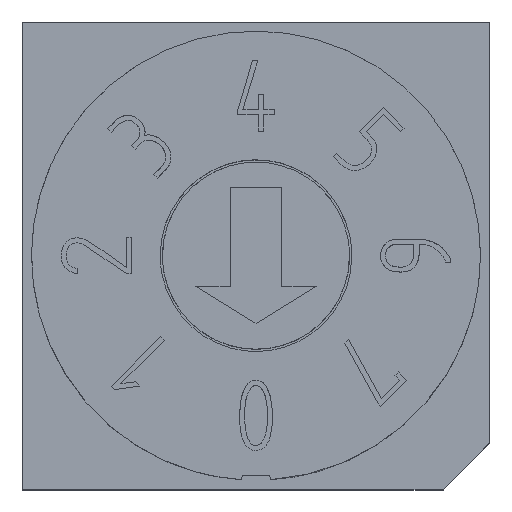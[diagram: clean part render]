
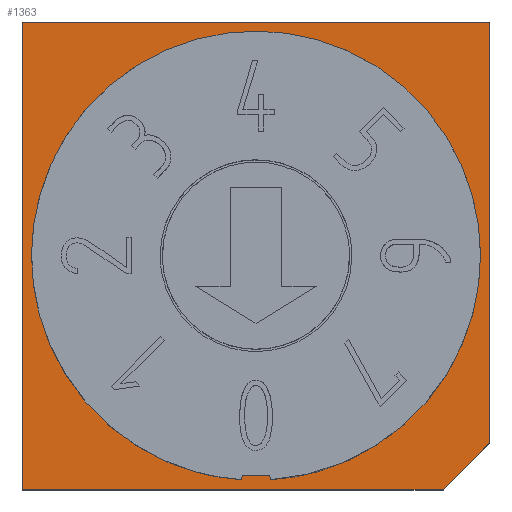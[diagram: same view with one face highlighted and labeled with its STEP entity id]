
A CAD part, top view. The second image highlights one B-rep face of the part: STEP entity #1363.
In plain terms, the highlighted planar face has unit normal (0, 0, 1).
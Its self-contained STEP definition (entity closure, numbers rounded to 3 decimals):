
#15=(
BOUNDED_CURVE()
B_SPLINE_CURVE(2,(#7168,#7169,#7170,#7171,#7172,#7173,#7174,#7175,#7176),
 .UNSPECIFIED.,.F.,.F.)
B_SPLINE_CURVE_WITH_KNOTS((3,2,2,2,3),(0.,7.388,14.776,
22.164,29.553),.UNSPECIFIED.)
CURVE()
GEOMETRIC_REPRESENTATION_ITEM()
RATIONAL_B_SPLINE_CURVE((1.,0.718,1.,0.718,1.,0.718,
1.,0.718,1.))
REPRESENTATION_ITEM('')
);
#16=(
BOUNDED_CURVE()
B_SPLINE_CURVE(2,(#7181,#7182,#7183),.UNSPECIFIED.,.F.,.F.)
B_SPLINE_CURVE_WITH_KNOTS((3,3),(-0.594,0.),.UNSPECIFIED.)
CURVE()
GEOMETRIC_REPRESENTATION_ITEM()
RATIONAL_B_SPLINE_CURVE((1.,0.998,1.))
REPRESENTATION_ITEM('')
);
#69=FACE_BOUND('',#1684,.T.);
#1363=ADVANCED_FACE('',(#1519,#69),#4595,.T.);
#1519=FACE_OUTER_BOUND('',#1683,.T.);
#1683=EDGE_LOOP('',(#2304,#2305,#2306,#2307,#2308));
#1684=EDGE_LOOP('',(#2309,#2310,#2311,#2312));
#2304=ORIENTED_EDGE('',*,*,#2996,.T.);
#2305=ORIENTED_EDGE('',*,*,#2992,.T.);
#2306=ORIENTED_EDGE('',*,*,#2993,.T.);
#2307=ORIENTED_EDGE('',*,*,#2994,.T.);
#2308=ORIENTED_EDGE('',*,*,#2991,.T.);
#2309=ORIENTED_EDGE('',*,*,#2999,.T.);
#2310=ORIENTED_EDGE('',*,*,#2995,.T.);
#2311=ORIENTED_EDGE('',*,*,#2997,.T.);
#2312=ORIENTED_EDGE('',*,*,#2998,.T.);
#2991=EDGE_CURVE('',#4279,#4280,#3666,.T.);
#2992=EDGE_CURVE('',#4281,#4282,#3667,.T.);
#2993=EDGE_CURVE('',#4282,#4283,#3668,.T.);
#2994=EDGE_CURVE('',#4283,#4279,#3669,.T.);
#2995=EDGE_CURVE('',#4284,#4285,#15,.T.);
#2996=EDGE_CURVE('',#4280,#4281,#3670,.T.);
#2997=EDGE_CURVE('',#4285,#4286,#3671,.T.);
#2998=EDGE_CURVE('',#4286,#4287,#16,.T.);
#2999=EDGE_CURVE('',#4287,#4284,#3672,.T.);
#3666=B_SPLINE_CURVE_WITH_KNOTS('',1,(#7160,#7161),.UNSPECIFIED.,.F.,.F.,
(2,2),(0.,10.),.UNSPECIFIED.);
#3667=B_SPLINE_CURVE_WITH_KNOTS('',1,(#7162,#7163),.UNSPECIFIED.,.F.,.F.,
(2,2),(-1.414,0.),.UNSPECIFIED.);
#3668=B_SPLINE_CURVE_WITH_KNOTS('',1,(#7164,#7165),.UNSPECIFIED.,.F.,.F.,
(2,2),(0.,9.),.UNSPECIFIED.);
#3669=B_SPLINE_CURVE_WITH_KNOTS('',1,(#7166,#7167),.UNSPECIFIED.,.F.,.F.,
(2,2),(0.,10.),.UNSPECIFIED.);
#3670=B_SPLINE_CURVE_WITH_KNOTS('',1,(#7177,#7178),.UNSPECIFIED.,.F.,.F.,
(2,2),(0.,9.),.UNSPECIFIED.);
#3671=B_SPLINE_CURVE_WITH_KNOTS('',1,(#7179,#7180),.UNSPECIFIED.,.F.,.F.,
(2,2),(-0.1,0.),.UNSPECIFIED.);
#3672=B_SPLINE_CURVE_WITH_KNOTS('',1,(#7184,#7185),.UNSPECIFIED.,.F.,.F.,
(2,2),(-0.1,0.),.UNSPECIFIED.);
#4279=VERTEX_POINT('',#7151);
#4280=VERTEX_POINT('',#7152);
#4281=VERTEX_POINT('',#7153);
#4282=VERTEX_POINT('',#7154);
#4283=VERTEX_POINT('',#7155);
#4284=VERTEX_POINT('',#7156);
#4285=VERTEX_POINT('',#7157);
#4286=VERTEX_POINT('',#7158);
#4287=VERTEX_POINT('',#7159);
#4595=PLANE('',#4745);
#4745=AXIS2_PLACEMENT_3D('',#7150,#4878,$);
#4878=DIRECTION('',(0.,0.,1.));
#7150=CARTESIAN_POINT('',(-6.012,-6.012,4.335));
#7151=CARTESIAN_POINT('',(-5.,5.,4.335));
#7152=CARTESIAN_POINT('',(-5.,-5.,4.335));
#7153=CARTESIAN_POINT('',(4.,-5.,4.335));
#7154=CARTESIAN_POINT('',(5.,-4.,4.335));
#7155=CARTESIAN_POINT('',(5.,5.,4.335));
#7156=CARTESIAN_POINT('',(-0.303,-4.79,4.335));
#7157=CARTESIAN_POINT('',(0.303,-4.79,4.335));
#7158=CARTESIAN_POINT('',(0.297,-4.691,4.335));
#7159=CARTESIAN_POINT('',(-0.297,-4.691,4.335));
#7160=CARTESIAN_POINT('',(-5.,5.,4.335));
#7161=CARTESIAN_POINT('',(-5.,-5.,4.335));
#7162=CARTESIAN_POINT('',(4.,-5.,4.335));
#7163=CARTESIAN_POINT('',(5.,-4.,4.335));
#7164=CARTESIAN_POINT('',(5.,-4.,4.335));
#7165=CARTESIAN_POINT('',(5.,5.,4.335));
#7166=CARTESIAN_POINT('',(5.,5.,4.335));
#7167=CARTESIAN_POINT('',(-5.,5.,4.335));
#7168=CARTESIAN_POINT('',(-0.303,-4.79,4.335));
#7169=CARTESIAN_POINT('',(-4.945,-4.497,4.335));
#7170=CARTESIAN_POINT('',(-4.798,0.152,4.335));
#7171=CARTESIAN_POINT('',(-4.651,4.8,4.335));
#7172=CARTESIAN_POINT('',(0.,4.8,4.335));
#7173=CARTESIAN_POINT('',(4.651,4.8,4.335));
#7174=CARTESIAN_POINT('',(4.798,0.152,4.335));
#7175=CARTESIAN_POINT('',(4.945,-4.497,4.335));
#7176=CARTESIAN_POINT('',(0.303,-4.79,4.335));
#7177=CARTESIAN_POINT('',(-5.,-5.,4.335));
#7178=CARTESIAN_POINT('',(4.,-5.,4.335));
#7179=CARTESIAN_POINT('',(0.303,-4.79,4.335));
#7180=CARTESIAN_POINT('',(0.297,-4.691,4.335));
#7181=CARTESIAN_POINT('',(0.297,-4.691,4.335));
#7182=CARTESIAN_POINT('',(0.,-4.709,4.335));
#7183=CARTESIAN_POINT('',(-0.297,-4.691,4.335));
#7184=CARTESIAN_POINT('',(-0.297,-4.691,4.335));
#7185=CARTESIAN_POINT('',(-0.303,-4.79,4.335));
